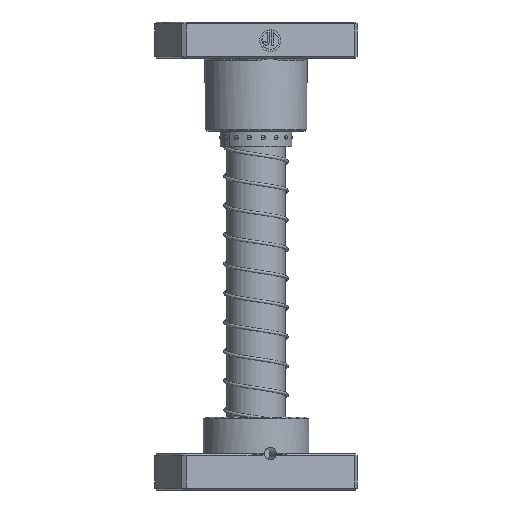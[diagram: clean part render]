
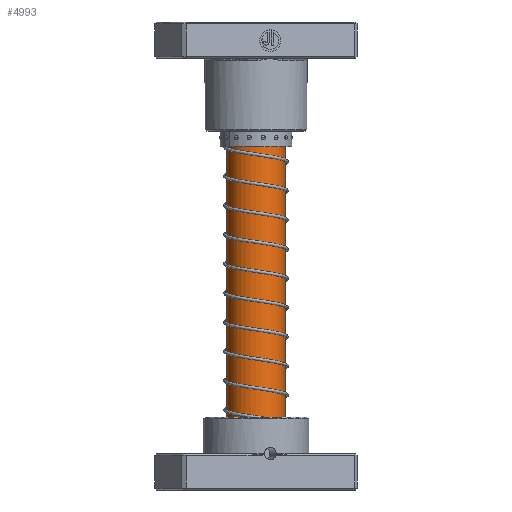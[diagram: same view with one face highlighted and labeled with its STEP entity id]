
A CAD part, front view. The second image highlights one B-rep face of the part: STEP entity #4993.
In plain terms, the highlighted cylindrical face has radius 16 mm (diameter 32 mm), a partial arc.
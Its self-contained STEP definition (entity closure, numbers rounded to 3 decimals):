
#1958 = EDGE_CURVE ( 'NONE', #18188, #21517, #24513, .T. ) ;
#4993 = ADVANCED_FACE ( 'NONE', ( #26228 ), #25079, .T. ) ;
#5453 = VECTOR ( 'NONE', #43726, 1000. ) ;
#5884 = AXIS2_PLACEMENT_3D ( 'NONE', #26572, #19441, #15828 ) ;
#12637 = CARTESIAN_POINT ( 'NONE',  ( -16., 0., 24. ) ) ;
#14355 = AXIS2_PLACEMENT_3D ( 'NONE', #37167, #15527, #40785 ) ;
#15527 = DIRECTION ( 'NONE',  ( 0., 0., -1. ) ) ;
#15828 = DIRECTION ( 'NONE',  ( -1., 0., 0. ) ) ;
#17272 = EDGE_CURVE ( 'NONE', #18188, #33313, #23608, .T. ) ;
#18188 = VERTEX_POINT ( 'NONE', #27489 ) ;
#19441 = DIRECTION ( 'NONE',  ( 0., 0., -1. ) ) ;
#20155 = CIRCLE ( 'NONE', #14355, 16. ) ;
#21377 = VERTEX_POINT ( 'NONE', #12637 ) ;
#21503 = ORIENTED_EDGE ( 'NONE', *, *, #26345, .F. ) ;
#21517 = VERTEX_POINT ( 'NONE', #34842 ) ;
#22811 = DIRECTION ( 'NONE',  ( 0., 0., -1. ) ) ;
#23608 = LINE ( 'NONE', #25902, #5453 ) ;
#24012 = AXIS2_PLACEMENT_3D ( 'NONE', #45345, #28222, #25387 ) ;
#24513 = CIRCLE ( 'NONE', #24012, 16. ) ;
#25079 = CYLINDRICAL_SURFACE ( 'NONE', #5884, 16. ) ;
#25387 = DIRECTION ( 'NONE',  ( 1., 0., 0. ) ) ;
#25902 = CARTESIAN_POINT ( 'NONE',  ( 16., 0., 220. ) ) ;
#25931 = LINE ( 'NONE', #40947, #34339 ) ;
#26228 = FACE_OUTER_BOUND ( 'NONE', #28253, .T. ) ;
#26345 = EDGE_CURVE ( 'NONE', #33313, #21377, #20155, .T. ) ;
#26572 = CARTESIAN_POINT ( 'NONE',  ( 0., 0., 220. ) ) ;
#27489 = CARTESIAN_POINT ( 'NONE',  ( 16., 0., 217.5 ) ) ;
#28222 = DIRECTION ( 'NONE',  ( 0., 0., -1. ) ) ;
#28253 = EDGE_LOOP ( 'NONE', ( #43542, #30994, #30393, #21503 ) ) ;
#30393 = ORIENTED_EDGE ( 'NONE', *, *, #38267, .T. ) ;
#30994 = ORIENTED_EDGE ( 'NONE', *, *, #1958, .T. ) ;
#33313 = VERTEX_POINT ( 'NONE', #34830 ) ;
#34339 = VECTOR ( 'NONE', #22811, 1000. ) ;
#34830 = CARTESIAN_POINT ( 'NONE',  ( 16., 0., 24. ) ) ;
#34842 = CARTESIAN_POINT ( 'NONE',  ( -16., 0., 217.5 ) ) ;
#37167 = CARTESIAN_POINT ( 'NONE',  ( 0., 0., 24. ) ) ;
#38267 = EDGE_CURVE ( 'NONE', #21517, #21377, #25931, .T. ) ;
#40785 = DIRECTION ( 'NONE',  ( -1., 0., 0. ) ) ;
#40947 = CARTESIAN_POINT ( 'NONE',  ( -16., 0., 220. ) ) ;
#43542 = ORIENTED_EDGE ( 'NONE', *, *, #17272, .F. ) ;
#43726 = DIRECTION ( 'NONE',  ( 0., 0., -1. ) ) ;
#45345 = CARTESIAN_POINT ( 'NONE',  ( 0., 0., 217.5 ) ) ;
